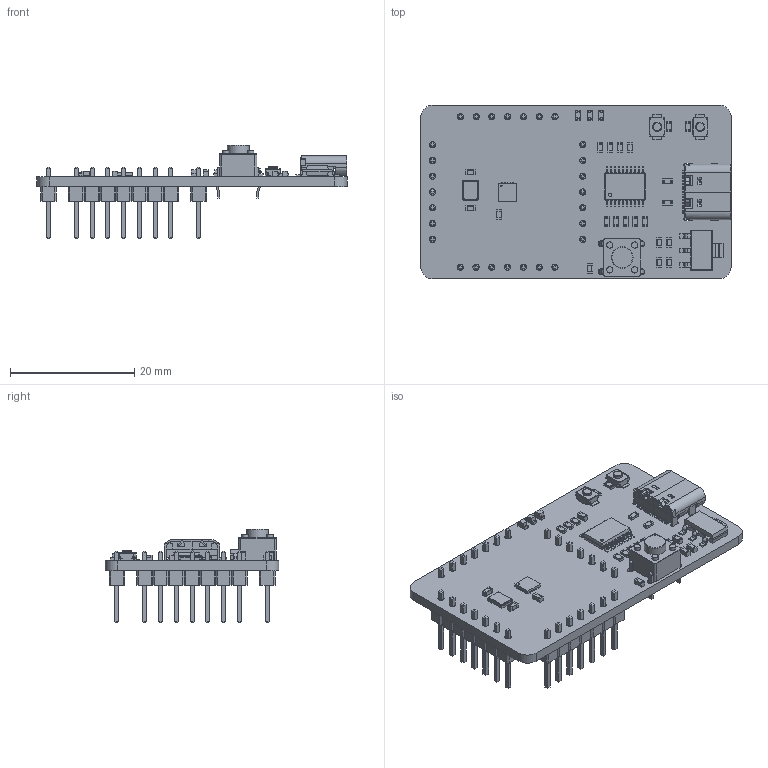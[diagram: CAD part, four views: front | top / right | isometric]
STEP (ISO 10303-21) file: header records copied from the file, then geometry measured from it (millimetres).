
FILE_DESCRIPTION(('KiCad electronic assembly'),'2;1');
FILE_NAME('VSDsquadronMini.step','2024-09-15T15:46:28',('Pcbnew'),( 'Kicad'),'Open CASCADE STEP processor 7.8','KiCad to STEP converter' ,'Unknown');
FILE_SCHEMA(('AUTOMOTIVE_DESIGN { 1 0 10303 214 1 1 1 1 }'));
Length unit declared in the file: millimetre
Products named in the file (24): VSDsquadronMini 1; SW_SPST_B3U-1000P; C_0603_1608Metric; R_0603_1608Metric; PinHeader_1x07_P2.54mm_Vertical; PinHeader_1x07_P254mm_Vertical; QFN-20-1EP_3x3mm_P0.45mm_EP1.6x1.6mm; QFN_20_1EP_3x3mm_P045mm_EP16x16mm; USB_C_Receptacle_GCT_USB4105-xx-A_16P_TopMnt_Horizontal; USB_C_Receptacle_16P_TopMnt_Horizontal_GCT_USB4105-xx-A; TSSOP-20_4.4x6.5mm_P0.65mm; TSSOP_20_44x65mm_P065mm; SOT-223; SOT_223; SW_PUSH_6mm_H5mm; SW_PUSH_6mm_h5mm; LED_0603_1608Metric; Crystal_SMD_3225-4Pin_3.2x2.5mm; _autosave-SquadronMini_2A_PCB
Assembly tree (48 placements, depth 3):
  VSDsquadronMini 1
    SW_SPST_B3U-1000P  x2
      SW_SPST_B3U-1000P
    C_0603_1608Metric  x9
      C_0603_1608Metric
    R_0603_1608Metric  x12
      R_0603_1608Metric
    PinHeader_1x07_P2.54mm_Vertical  x4
      PinHeader_1x07_P254mm_Vertical
    QFN-20-1EP_3x3mm_P0.45mm_EP1.6x1.6mm
      QFN_20_1EP_3x3mm_P045mm_EP16x16mm
    USB_C_Receptacle_GCT_USB4105-xx-A_16P_TopMnt_Horizontal
      USB_C_Receptacle_16P_TopMnt_Horizontal_GCT_USB4105-xx-A
    TSSOP-20_4.4x6.5mm_P0.65mm
      TSSOP_20_44x65mm_P065mm
    SOT-223
      SOT_223
    SW_PUSH_6mm_H5mm
      SW_PUSH_6mm_h5mm
    LED_0603_1608Metric  x3
      LED_0603_1608Metric
    Crystal_SMD_3225-4Pin_3.2x2.5mm
      Crystal_SMD_3225-4Pin_3.2x2.5mm
    _autosave-SquadronMini_2A_PCB
Bounding box: 49.98 x 27.98 x 15.04 mm (x, y, z)
Volume: 3120 mm3; surface area: 5777.5 mm2
Topology: 72 solids, 72 shells, 3273 faces, 8353 edges, 5245 vertices
Faces by surface type: plane 2369, cylinder 767, bspline 60, torus 35, sphere 34, cone 8
Full cylindrical faces by diameter (mm): 0.2 x1, 0.5 x3, 0.65 x2, 0.99 x4, 1 x32, 1.5 x2, 3.5 x1
Entity records: 70981 total; most frequent: CARTESIAN_POINT 10461, ORIENTED_EDGE 9786, DIRECTION 9557, EDGE_CURVE 4893, LINE 3889, VECTOR 3889, VERTEX_POINT 3088, AXIS2_PLACEMENT_3D 2834
